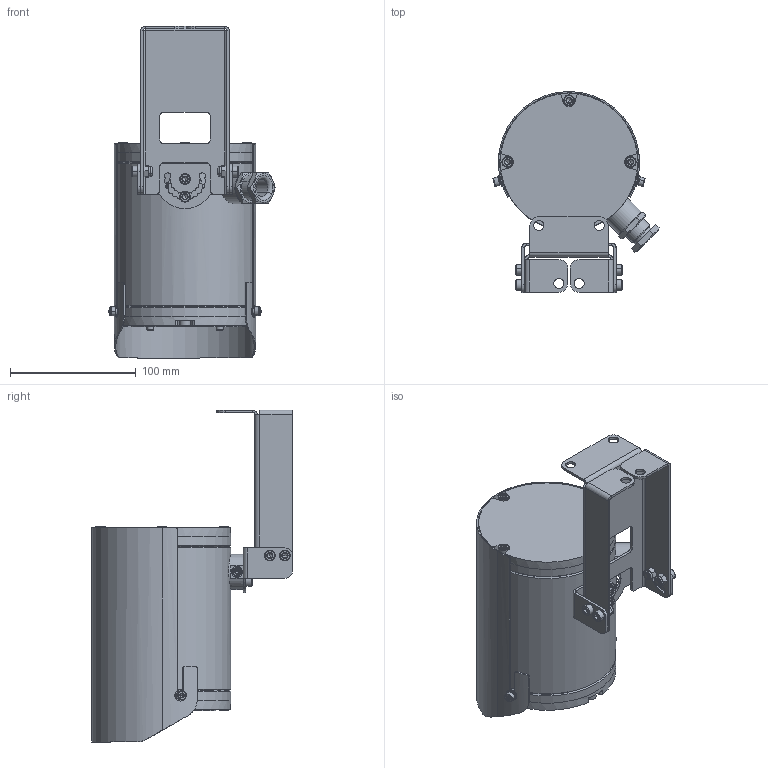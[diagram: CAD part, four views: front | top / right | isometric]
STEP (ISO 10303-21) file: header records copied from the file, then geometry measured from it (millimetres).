
FILE_DESCRIPTION (( 'STEP AP203' ), '1' );
FILE_NAME ('MINI-ﾍ.150.000 ﾑﾁ.STEP', '2024-11-19T11:31:59', ( '' ), ( '' ), 'SwSTEP 2.0', 'SolidWorks 2020', '' );
FILE_SCHEMA (( 'CONFIG_CONTROL_DESIGN' ));
Length unit declared in the file: millimetre
Products named in the file (38): MINI-00.205 Ôëàíåö íå êîçûð¸ê; MINI-00.013 Êîçûð¸ê ÍÈÖ f5-50mm; ﾃﾐﾂ-00.203 ﾊ煇鳫 ﾃﾐﾂ; ﾘ琺矜 3 ﾃﾎﾑﾒ 6402-70; ﾂﾊ-00.006 ﾘ琺矜; 栺鍣罻 PCHSN2-3 (Ni) M2x3; Âèíò Ì4-6gX8.109.30ÕÃÑÀ ÃÎÑÒ 11738-84; Âèíò Ì3-6gX6.109.30ÕÃÑÀ ÃÎÑÒ 11738-84; MINI-00.205 婑鳧氀; MINI-00.011 斿膼; MINI-ﾍ.150.000 ﾑﾁ; MINI-150.200 捘 扻豵鵨 150; MINI-00.202 Áîáûøêà; MINI-00.003-08 婑鳧氀 昈庈拏怤; Âèíò Ì3-6gX8.109.30ÕÃÑÀ ÃÎÑÒ 11738-84; Âèíò À2.Ì2-6gx5-16.109.30ÕÃÑÀ ÃÎÑÒ 17473-80; ﾘ琺矜 4 ﾃﾎﾑﾒ11371-78; MINI-150.206 ﾒ矜; 栺鍣罻 KDR05; ÃÐÂ-00.204 Ñêîáà ÃÐÂ; ÒÂÊ-00.026 Êîëüöî óïëîòíèòåëüíîå ñæàòîå; ﾘ琺矜 3 ﾃﾎﾑﾒ11371-78; torque nut 01_iso_ISO 7040-M5-N; Âèíò Ì4-6gX6.109.30ÕÃÑÀ ÃÎÑÒ 11738-84; ﾂﾊ-00.015 ﾊﾂﾎ ; MINI-00.011-01 斿膼; Êîëüöî ðåçèíîâîå 82-88-25 ÃÎÑÒ 9833-73; ﾘ琺矜 4 ﾃﾎﾑﾒ 6402-70; ÒÂÊ-00.023 Ãàéêà; Âèíò Ì5-6gX12.109.30ÕÃÑÀ ÃÎÑÒ 11738-84; Âèíò Ì3-6gX4.109.30ÕÃÑÀ ÃÎÑÒ 11738-84; MINI-00.005 婑鳧氀; Âèíò Ì5-6gX10.109.30ÕÃÑÀ ÃÎÑÒ 11738-84; MINI-00.012 Ïàíåëü ÍÈÖ; 栺鍣罻 PCHSN-7(Ni) M3x15; MINI-00.008 斿膼; ﾃﾐﾂ-00.200 ﾑﾁ ﾊ煇鳫; MINI-00.203 栺鍣罻
Assembly tree (95 placements, depth 3):
  MINI-ﾍ.150.000 ﾑﾁ
    MINI-150.200 捘 扻豵鵨 150
      MINI-150.206 ﾒ矜
      MINI-00.202 Áîáûøêà
      MINI-00.203 栺鍣罻
      MINI-00.205 Ôëàíåö íå êîçûð¸ê
      MINI-00.205 婑鳧氀
    ﾃﾐﾂ-00.200 ﾑﾁ ﾊ煇鳫
      ﾃﾐﾂ-00.203 ﾊ煇鳫 ﾃﾐﾂ
      ÃÐÂ-00.204 Ñêîáà ÃÐÂ
      torque nut 01_iso_ISO 7040-M5-N  x4
      Âèíò Ì5-6gX12.109.30ÕÃÑÀ ÃÎÑÒ 11738-84  x4
      Âèíò Ì5-6gX10.109.30ÕÃÑÀ ÃÎÑÒ 11738-84  x2
    MINI-00.003-08 婑鳧氀 昈庈拏怤
    MINI-00.005 婑鳧氀
    MINI-00.008 斿膼
    MINI-00.011 斿膼  x2
    MINI-00.011-01 斿膼
    MINI-00.012 Ïàíåëü ÍÈÖ
    MINI-00.013 Êîçûð¸ê ÍÈÖ f5-50mm
    ﾂﾊ-00.015 ﾊﾂﾎ 
    ﾂﾊ-00.006 ﾘ琺矜
    ÒÂÊ-00.026 Êîëüöî óïëîòíèòåëüíîå ñæàòîå
    ÒÂÊ-00.023 Ãàéêà
    Âèíò À2.Ì2-6gx5-16.109.30ÕÃÑÀ ÃÎÑÒ 17473-80  x8
    Âèíò Ì3-6gX4.109.30ÕÃÑÀ ÃÎÑÒ 11738-84  x2
    Âèíò Ì3-6gX6.109.30ÕÃÑÀ ÃÎÑÒ 11738-84  x6
    Âèíò Ì3-6gX8.109.30ÕÃÑÀ ÃÎÑÒ 11738-84  x2
    Âèíò Ì4-6gX6.109.30ÕÃÑÀ ÃÎÑÒ 11738-84  x2
    Âèíò Ì4-6gX8.109.30ÕÃÑÀ ÃÎÑÒ 11738-84
    Âèíò Ì5-6gX10.109.30ÕÃÑÀ ÃÎÑÒ 11738-84  x8
    ﾘ琺矜 3 ﾃﾎﾑﾒ 6402-70  x6
    ﾘ琺矜 3 ﾃﾎﾑﾒ11371-78  x6
    ﾘ琺矜 4 ﾃﾎﾑﾒ 6402-70  x3
    ﾘ琺矜 4 ﾃﾎﾑﾒ11371-78  x4
    Êîëüöî ðåçèíîâîå 82-88-25 ÃÎÑÒ 9833-73  x2
    栺鍣罻 KDR05  x3
    栺鍣罻 PCHSN2-3 (Ni) M2x3  x8
    栺鍣罻 PCHSN-7(Ni) M3x15  x3
Bounding box: 131.8 x 159.5 x 263.5 mm (x, y, z)
Volume: 396450.3 mm3; surface area: 330917.7 mm2
Topology: 93 solids, 93 shells, 2286 faces, 5343 edges, 3260 vertices
Faces by surface type: plane 929, cylinder 771, cone 482, bspline 82, torus 22
Entity records: 40264 total; most frequent: CARTESIAN_POINT 8570, DIRECTION 5884, ORIENTED_EDGE 5142, EDGE_CURVE 2571, AXIS2_PLACEMENT_3D 2332, VERTEX_POINT 1615, EDGE_LOOP 1236, LINE 1220
